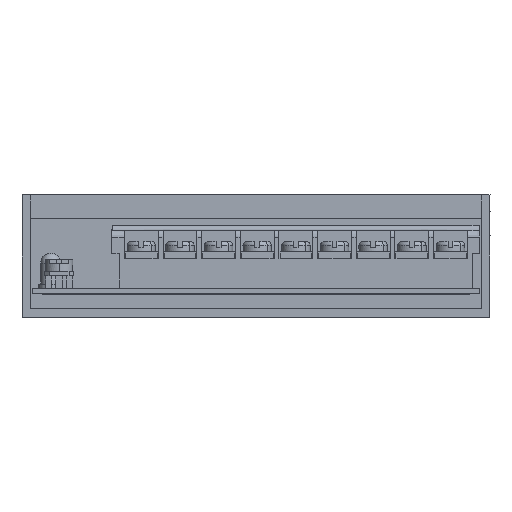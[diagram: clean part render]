
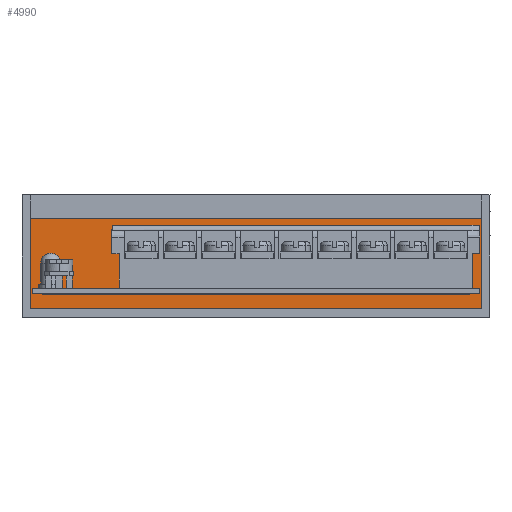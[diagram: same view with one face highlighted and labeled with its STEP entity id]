
A CAD part, front view. The second image highlights one B-rep face of the part: STEP entity #4990.
In plain terms, the highlighted planar face has unit normal (0, -1, 0).
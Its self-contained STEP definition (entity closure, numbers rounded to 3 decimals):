
#4970=AXIS2_PLACEMENT_3D('Plane Axis2P3D',#4967,#4968,#4969) ;
#916=CARTESIAN_POINT('Vertex',(113.,18.6,24.3)) ;
#919=CARTESIAN_POINT('Line Origine',(113.,18.6,13.15)) ;
#923=CARTESIAN_POINT('Vertex',(113.,18.6,2.)) ;
#4940=CARTESIAN_POINT('Line Origine',(57.5,18.6,24.3)) ;
#4944=CARTESIAN_POINT('Vertex',(2.,18.6,24.3)) ;
#4967=CARTESIAN_POINT('Axis2P3D Location',(0.,18.6,0.)) ;
#4972=CARTESIAN_POINT('Line Origine',(2.,18.6,13.15)) ;
#4976=CARTESIAN_POINT('Vertex',(2.,18.6,2.)) ;
#4979=CARTESIAN_POINT('Line Origine',(57.5,18.6,2.)) ;
#920=DIRECTION('Vector Direction',(0.,0.,-1.)) ;
#4941=DIRECTION('Vector Direction',(1.,0.,0.)) ;
#4968=DIRECTION('Axis2P3D Direction',(0.,1.,0.)) ;
#4969=DIRECTION('Axis2P3D XDirection',(0.,0.,1.)) ;
#4973=DIRECTION('Vector Direction',(0.,0.,1.)) ;
#4980=DIRECTION('Vector Direction',(1.,0.,0.)) ;
#921=VECTOR('Line Direction',#920,1.) ;
#4942=VECTOR('Line Direction',#4941,1.) ;
#4974=VECTOR('Line Direction',#4973,1.) ;
#4981=VECTOR('Line Direction',#4980,1.) ;
#4985=ORIENTED_EDGE('',*,*,#4978,.F.) ;
#4986=ORIENTED_EDGE('',*,*,#4983,.T.) ;
#4987=ORIENTED_EDGE('',*,*,#925,.F.) ;
#4988=ORIENTED_EDGE('',*,*,#4946,.F.) ;
#4990=ADVANCED_FACE('GEHAEUSE',(#4989),#4971,.F.) ;
#925=EDGE_CURVE('',#917,#924,#922,.T.) ;
#4946=EDGE_CURVE('',#4945,#917,#4943,.T.) ;
#4978=EDGE_CURVE('',#4977,#4945,#4975,.T.) ;
#4983=EDGE_CURVE('',#4977,#924,#4982,.T.) ;
#4984=EDGE_LOOP('',(#4985,#4986,#4987,#4988)) ;
#4989=FACE_OUTER_BOUND('',#4984,.T.) ;
#922=LINE('Line',#919,#921) ;
#4943=LINE('Line',#4940,#4942) ;
#4975=LINE('Line',#4972,#4974) ;
#4982=LINE('Line',#4979,#4981) ;
#4971=PLANE('',#4970) ;
#917=VERTEX_POINT('',#916) ;
#924=VERTEX_POINT('',#923) ;
#4945=VERTEX_POINT('',#4944) ;
#4977=VERTEX_POINT('',#4976) ;
